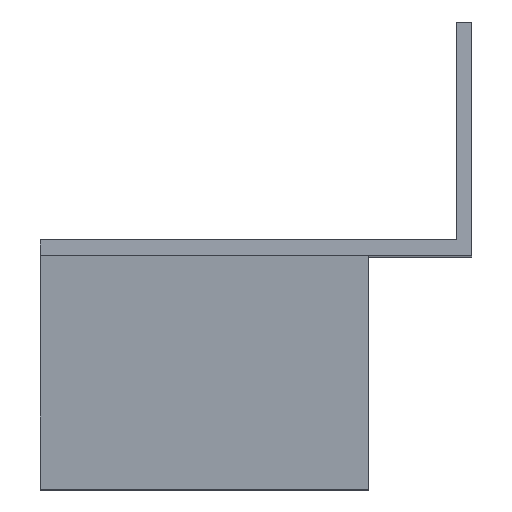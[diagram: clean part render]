
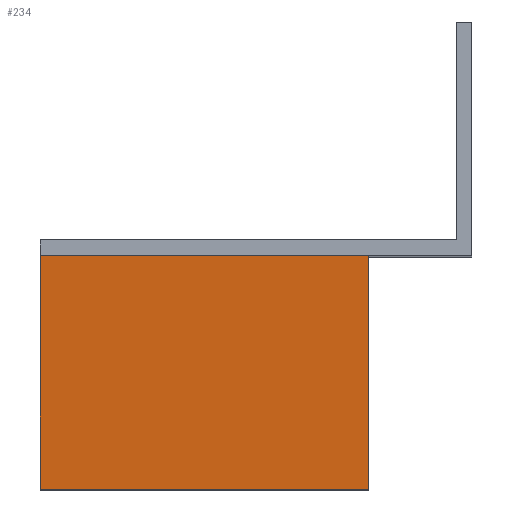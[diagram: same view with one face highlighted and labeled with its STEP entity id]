
A CAD part, top view. The second image highlights one B-rep face of the part: STEP entity #234.
In plain terms, the highlighted planar face has unit normal (0, -0.07, 0.998).
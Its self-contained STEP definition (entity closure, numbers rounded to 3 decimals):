
#1 = EDGE_CURVE ( 'NONE', #503, #233, #565, .T. ) ;
#47 = FACE_OUTER_BOUND ( 'NONE', #109, .T. ) ;
#62 = EDGE_CURVE ( 'NONE', #516, #503, #389, .T. ) ;
#108 = EDGE_CURVE ( 'NONE', #516, #299, #351, .T. ) ;
#109 = EDGE_LOOP ( 'NONE', ( #281, #282, #287, #289 ) ) ;
#148 = DIRECTION ( 'NONE',  ( -1., 0., 0. ) ) ;
#160 = VECTOR ( 'NONE', #148, 1000. ) ;
#168 = AXIS2_PLACEMENT_3D ( 'NONE', #472, #455, #454 ) ;
#209 = CARTESIAN_POINT ( 'NONE',  ( 53.5, -52.2, 34.298 ) ) ;
#210 = CARTESIAN_POINT ( 'NONE',  ( 42.2, -82.2, 32.2 ) ) ;
#233 = VERTEX_POINT ( 'NONE', #469 ) ;
#234 = ADVANCED_FACE ( 'NONE', ( #47 ), #461, .T. ) ;
#246 = CARTESIAN_POINT ( 'NONE',  ( 0., -82.2, 32.2 ) ) ;
#281 = ORIENTED_EDGE ( 'NONE', *, *, #579, .T. ) ;
#282 = ORIENTED_EDGE ( 'NONE', *, *, #1, .F. ) ;
#287 = ORIENTED_EDGE ( 'NONE', *, *, #62, .F. ) ;
#289 = ORIENTED_EDGE ( 'NONE', *, *, #108, .T. ) ;
#299 = VERTEX_POINT ( 'NONE', #434 ) ;
#311 = LINE ( 'NONE', #209, #160 ) ;
#351 = LINE ( 'NONE', #560, #399 ) ;
#389 = LINE ( 'NONE', #577, #487 ) ;
#399 = VECTOR ( 'NONE', #553, 1000. ) ;
#434 = CARTESIAN_POINT ( 'NONE',  ( 42.2, -52.2, 34.298 ) ) ;
#454 = DIRECTION ( 'NONE',  ( 0., -0.998, -0.07 ) ) ;
#455 = DIRECTION ( 'NONE',  ( 0., -0.07, 0.998 ) ) ;
#461 = PLANE ( 'NONE',  #168 ) ;
#469 = CARTESIAN_POINT ( 'NONE',  ( 0., -52.2, 34.298 ) ) ;
#472 = CARTESIAN_POINT ( 'NONE',  ( 40.2, -82.2, 32.2 ) ) ;
#487 = VECTOR ( 'NONE', #491, 1000. ) ;
#491 = DIRECTION ( 'NONE',  ( -1., 0., 0. ) ) ;
#503 = VERTEX_POINT ( 'NONE', #246 ) ;
#516 = VERTEX_POINT ( 'NONE', #210 ) ;
#547 = DIRECTION ( 'NONE',  ( 0., 0.998, 0.07 ) ) ;
#553 = DIRECTION ( 'NONE',  ( 0., 0.998, 0.07 ) ) ;
#560 = CARTESIAN_POINT ( 'NONE',  ( 42.2, -82.2, 32.2 ) ) ;
#564 = VECTOR ( 'NONE', #547, 1000. ) ;
#565 = LINE ( 'NONE', #574, #564 ) ;
#574 = CARTESIAN_POINT ( 'NONE',  ( 0., -82.2, 32.2 ) ) ;
#577 = CARTESIAN_POINT ( 'NONE',  ( 40.2, -82.2, 32.2 ) ) ;
#579 = EDGE_CURVE ( 'NONE', #299, #233, #311, .T. ) ;
